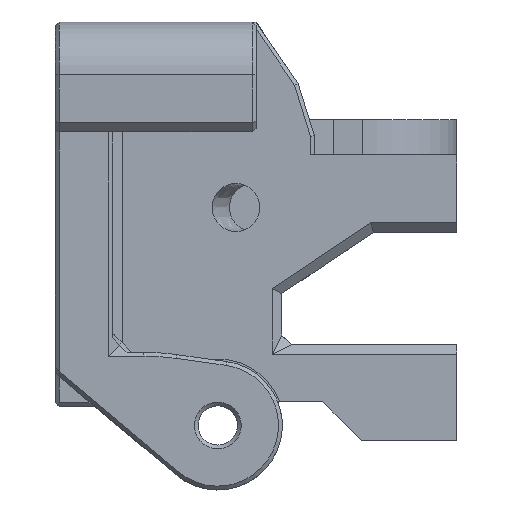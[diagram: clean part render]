
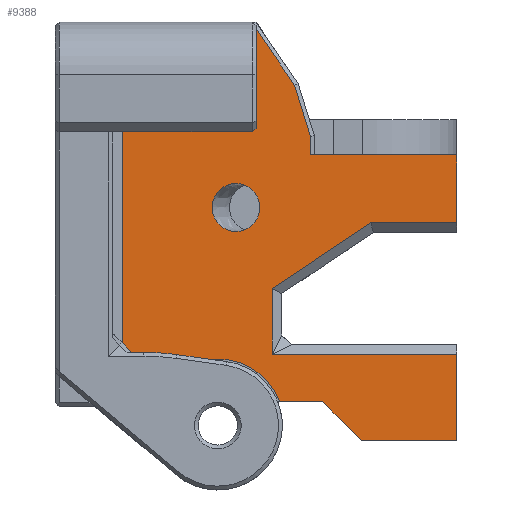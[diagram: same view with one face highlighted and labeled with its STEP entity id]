
A CAD part, left-side view. The second image highlights one B-rep face of the part: STEP entity #9388.
In plain terms, the highlighted planar face has unit normal (-1, 0, 0).
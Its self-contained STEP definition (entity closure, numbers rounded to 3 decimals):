
#266=FACE_BOUND('',#1430,.T.);
#363=PLANE('',#10055);
#827=FACE_OUTER_BOUND('',#1429,.T.);
#1429=EDGE_LOOP('',(#7277,#7278,#7279,#7280,#7281,#7282,#7283,#7284,#7285,
#7286,#7287,#7288,#7289,#7290,#7291,#7292,#7293,#7294,#7295,#7296,#7297,
#7298));
#1430=EDGE_LOOP('',(#7299));
#1942=LINE('',#13491,#2906);
#2029=LINE('',#14370,#2993);
#2268=LINE('',#24678,#3232);
#2269=LINE('',#24681,#3233);
#2272=LINE('',#24686,#3236);
#2273=LINE('',#24688,#3237);
#2274=LINE('',#24690,#3238);
#2275=LINE('',#24693,#3239);
#2276=LINE('',#24695,#3240);
#2277=LINE('',#24697,#3241);
#2278=LINE('',#24699,#3242);
#2279=LINE('',#24701,#3243);
#2280=LINE('',#24703,#3244);
#2281=LINE('',#24705,#3245);
#2282=LINE('',#24707,#3246);
#2283=LINE('',#24709,#3247);
#2284=LINE('',#24711,#3248);
#2285=LINE('',#24713,#3249);
#2286=LINE('',#24715,#3250);
#2287=LINE('',#24717,#3251);
#2288=LINE('',#24718,#3252);
#2906=VECTOR('',#10824,10.);
#2993=VECTOR('',#11019,10.);
#3232=VECTOR('',#11520,10.);
#3233=VECTOR('',#11523,10.);
#3236=VECTOR('',#11528,10.);
#3237=VECTOR('',#11529,10.);
#3238=VECTOR('',#11530,10.);
#3239=VECTOR('',#11533,10.);
#3240=VECTOR('',#11534,10.);
#3241=VECTOR('',#11535,10.);
#3242=VECTOR('',#11536,10.);
#3243=VECTOR('',#11537,10.);
#3244=VECTOR('',#11538,10.);
#3245=VECTOR('',#11539,10.);
#3246=VECTOR('',#11540,10.);
#3247=VECTOR('',#11541,10.);
#3248=VECTOR('',#11542,10.);
#3249=VECTOR('',#11543,10.);
#3250=VECTOR('',#11544,10.);
#3251=VECTOR('',#11545,10.);
#3252=VECTOR('',#11546,10.);
#3907=CIRCLE('',#10056,6.95);
#3908=CIRCLE('',#10057,2.5);
#4150=VERTEX_POINT('',#13488);
#4151=VERTEX_POINT('',#13490);
#4293=VERTEX_POINT('',#14367);
#4294=VERTEX_POINT('',#14369);
#4537=VERTEX_POINT('',#24674);
#4538=VERTEX_POINT('',#24676);
#4539=VERTEX_POINT('',#24680);
#4541=VERTEX_POINT('',#24687);
#4542=VERTEX_POINT('',#24689);
#4543=VERTEX_POINT('',#24692);
#4544=VERTEX_POINT('',#24694);
#4545=VERTEX_POINT('',#24696);
#4546=VERTEX_POINT('',#24698);
#4547=VERTEX_POINT('',#24700);
#4548=VERTEX_POINT('',#24702);
#4549=VERTEX_POINT('',#24704);
#4550=VERTEX_POINT('',#24706);
#4551=VERTEX_POINT('',#24708);
#4552=VERTEX_POINT('',#24710);
#4553=VERTEX_POINT('',#24712);
#4554=VERTEX_POINT('',#24714);
#4555=VERTEX_POINT('',#24716);
#4556=VERTEX_POINT('',#24719);
#5016=EDGE_CURVE('',#4150,#4151,#1942,.T.);
#5168=EDGE_CURVE('',#4294,#4293,#2029,.T.);
#5540=EDGE_CURVE('',#4538,#4537,#2268,.T.);
#5541=EDGE_CURVE('',#4537,#4539,#2269,.T.);
#5544=EDGE_CURVE('',#4294,#4538,#2272,.T.);
#5545=EDGE_CURVE('',#4293,#4541,#2273,.T.);
#5546=EDGE_CURVE('',#4542,#4541,#2274,.T.);
#5547=EDGE_CURVE('',#4542,#4151,#3907,.T.);
#5548=EDGE_CURVE('',#4543,#4150,#2275,.T.);
#5549=EDGE_CURVE('',#4544,#4543,#2276,.T.);
#5550=EDGE_CURVE('',#4544,#4545,#2277,.T.);
#5551=EDGE_CURVE('',#4546,#4545,#2278,.T.);
#5552=EDGE_CURVE('',#4547,#4546,#2279,.T.);
#5553=EDGE_CURVE('',#4548,#4547,#2280,.T.);
#5554=EDGE_CURVE('',#4549,#4548,#2281,.T.);
#5555=EDGE_CURVE('',#4550,#4549,#2282,.T.);
#5556=EDGE_CURVE('',#4550,#4551,#2283,.T.);
#5557=EDGE_CURVE('',#4552,#4551,#2284,.T.);
#5558=EDGE_CURVE('',#4553,#4552,#2285,.T.);
#5559=EDGE_CURVE('',#4554,#4553,#2286,.T.);
#5560=EDGE_CURVE('',#4555,#4554,#2287,.T.);
#5561=EDGE_CURVE('',#4539,#4555,#2288,.T.);
#5562=EDGE_CURVE('',#4556,#4556,#3908,.T.);
#7277=ORIENTED_EDGE('',*,*,#5540,.F.);
#7278=ORIENTED_EDGE('',*,*,#5544,.F.);
#7279=ORIENTED_EDGE('',*,*,#5168,.T.);
#7280=ORIENTED_EDGE('',*,*,#5545,.T.);
#7281=ORIENTED_EDGE('',*,*,#5546,.F.);
#7282=ORIENTED_EDGE('',*,*,#5547,.T.);
#7283=ORIENTED_EDGE('',*,*,#5016,.F.);
#7284=ORIENTED_EDGE('',*,*,#5548,.F.);
#7285=ORIENTED_EDGE('',*,*,#5549,.F.);
#7286=ORIENTED_EDGE('',*,*,#5550,.T.);
#7287=ORIENTED_EDGE('',*,*,#5551,.F.);
#7288=ORIENTED_EDGE('',*,*,#5552,.F.);
#7289=ORIENTED_EDGE('',*,*,#5553,.F.);
#7290=ORIENTED_EDGE('',*,*,#5554,.F.);
#7291=ORIENTED_EDGE('',*,*,#5555,.F.);
#7292=ORIENTED_EDGE('',*,*,#5556,.T.);
#7293=ORIENTED_EDGE('',*,*,#5557,.F.);
#7294=ORIENTED_EDGE('',*,*,#5558,.F.);
#7295=ORIENTED_EDGE('',*,*,#5559,.F.);
#7296=ORIENTED_EDGE('',*,*,#5560,.F.);
#7297=ORIENTED_EDGE('',*,*,#5561,.F.);
#7298=ORIENTED_EDGE('',*,*,#5541,.F.);
#7299=ORIENTED_EDGE('',*,*,#5562,.T.);
#9388=ADVANCED_FACE('',(#827,#266),#363,.T.);
#10055=AXIS2_PLACEMENT_3D('',#24685,#11526,#11527);
#10056=AXIS2_PLACEMENT_3D('',#24691,#11531,#11532);
#10057=AXIS2_PLACEMENT_3D('',#24720,#11547,#11548);
#10824=DIRECTION('',(0.,1.,0.));
#11019=DIRECTION('',(0.,-1.,0.));
#11520=DIRECTION('',(0.,0.,1.));
#11523=DIRECTION('',(0.,-1.,0.));
#11526=DIRECTION('center_axis',(-1.,0.,0.));
#11527=DIRECTION('ref_axis',(0.,-1.,0.));
#11528=DIRECTION('',(0.,-0.707,0.707));
#11529=DIRECTION('',(0.,-0.832,0.555));
#11530=DIRECTION('',(0.,1.,0.));
#11531=DIRECTION('center_axis',(1.,0.,0.));
#11532=DIRECTION('ref_axis',(0.,-0.615,0.789));
#11533=DIRECTION('',(0.,0.707,0.707));
#11534=DIRECTION('',(0.,1.,0.));
#11535=DIRECTION('',(0.,0.,1.));
#11536=DIRECTION('',(0.,-1.,0.));
#11537=DIRECTION('',(0.,-0.001,-1.));
#11538=DIRECTION('',(0.,0.832,-0.555));
#11539=DIRECTION('',(0.,1.,0.));
#11540=DIRECTION('',(0.,0.,-1.));
#11541=DIRECTION('',(0.,1.,0.));
#11542=DIRECTION('',(0.,0.,-1.));
#11543=DIRECTION('',(0.,-0.296,-0.955));
#11544=DIRECTION('',(0.,-0.565,-0.825));
#11545=DIRECTION('',(0.,0.,1.));
#11546=DIRECTION('',(0.,-0.707,0.707));
#11547=DIRECTION('center_axis',(1.,0.,0.));
#11548=DIRECTION('ref_axis',(0.,0.,-1.));
#13488=CARTESIAN_POINT('',(27.925,23.7,58.463));
#13490=CARTESIAN_POINT('',(27.925,28.201,58.463));
#13491=CARTESIAN_POINT('',(27.925,3.7,58.463));
#14367=CARTESIAN_POINT('',(27.925,45.7,58.));
#14369=CARTESIAN_POINT('',(27.925,46.1,58.));
#14370=CARTESIAN_POINT('',(27.925,27.7,58.));
#24674=CARTESIAN_POINT('',(27.925,44.7,86.7));
#24676=CARTESIAN_POINT('',(27.925,44.7,59.4));
#24678=CARTESIAN_POINT('',(27.925,44.7,83.8));
#24680=CARTESIAN_POINT('',(27.925,31.1,86.7));
#24681=CARTESIAN_POINT('',(27.925,27.7,86.7));
#24685=CARTESIAN_POINT('Origin',(27.925,3.7,89.5));
#24686=CARTESIAN_POINT('',(27.925,27.525,76.575));
#24687=CARTESIAN_POINT('',(27.925,45.006,58.463));
#24688=CARTESIAN_POINT('',(27.925,2.892,86.538));
#24689=CARTESIAN_POINT('',(27.925,41.199,58.463));
#24690=CARTESIAN_POINT('',(27.925,3.7,58.463));
#24691=CARTESIAN_POINT('Origin',(27.925,34.7,56.));
#24692=CARTESIAN_POINT('',(27.925,19.7,54.463));
#24693=CARTESIAN_POINT('',(27.925,25.166,59.929));
#24694=CARTESIAN_POINT('',(27.925,9.7,54.463));
#24695=CARTESIAN_POINT('',(27.925,9.7,54.463));
#24696=CARTESIAN_POINT('',(27.925,9.7,63.463));
#24697=CARTESIAN_POINT('',(27.925,9.7,75.481));
#24698=CARTESIAN_POINT('',(27.925,29.005,63.463));
#24699=CARTESIAN_POINT('',(27.925,3.7,63.463));
#24700=CARTESIAN_POINT('',(27.925,29.011,70.328));
#24701=CARTESIAN_POINT('',(27.925,29.017,78.13));
#24702=CARTESIAN_POINT('',(27.925,18.703,77.2));
#24703=CARTESIAN_POINT('',(27.925,3.447,87.371));
#24704=CARTESIAN_POINT('',(27.925,9.7,77.2));
#24705=CARTESIAN_POINT('',(27.925,13.2,77.2));
#24706=CARTESIAN_POINT('',(27.925,9.7,84.3));
#24707=CARTESIAN_POINT('',(27.925,9.7,82.));
#24708=CARTESIAN_POINT('',(27.925,25.,84.3));
#24709=CARTESIAN_POINT('',(27.925,-3.512,84.3));
#24710=CARTESIAN_POINT('',(27.925,25.,86.237));
#24711=CARTESIAN_POINT('',(27.925,25.,89.4));
#24712=CARTESIAN_POINT('',(27.925,26.66,91.596));
#24713=CARTESIAN_POINT('',(27.925,24.944,86.056));
#24714=CARTESIAN_POINT('',(27.925,30.7,97.492));
#24715=CARTESIAN_POINT('',(27.925,24.688,88.719));
#24716=CARTESIAN_POINT('',(27.925,30.7,87.1));
#24717=CARTESIAN_POINT('',(27.925,30.7,90.975));
#24718=CARTESIAN_POINT('',(27.925,23.45,94.35));
#24719=CARTESIAN_POINT('',(27.925,32.8,81.3));
#24720=CARTESIAN_POINT('Origin',(27.925,32.8,78.8));
